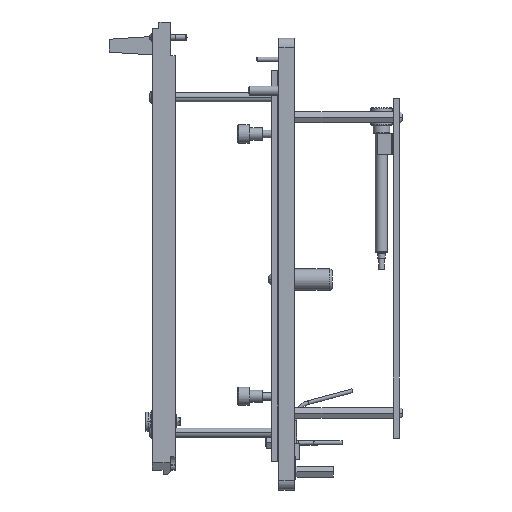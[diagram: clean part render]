
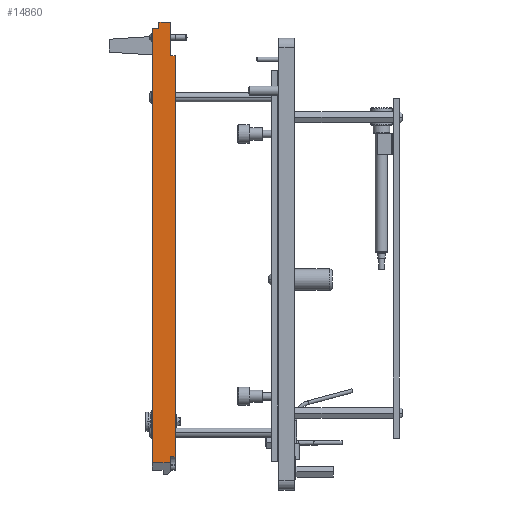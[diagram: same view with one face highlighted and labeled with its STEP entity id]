
A CAD part, left-side view. The second image highlights one B-rep face of the part: STEP entity #14860.
In plain terms, the highlighted face is planar.
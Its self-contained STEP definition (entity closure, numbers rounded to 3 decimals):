
#654 = DIRECTION ( 'NONE',  ( 0., -1., 0. ) ) ;
#1501 = VERTEX_POINT ( 'NONE', #27557 ) ;
#1882 = CARTESIAN_POINT ( 'NONE',  ( 105., 3.2, -148.55 ) ) ;
#2341 = CARTESIAN_POINT ( 'NONE',  ( 105., -4.3, -148.55 ) ) ;
#2893 = CARTESIAN_POINT ( 'NONE',  ( 105., -4.3, 140.55 ) ) ;
#3525 = LINE ( 'NONE', #52274, #35043 ) ;
#3561 = EDGE_CURVE ( 'NONE', #63239, #35766, #19934, .T. ) ;
#3614 = CARTESIAN_POINT ( 'NONE',  ( 105., 7.5, 140.55 ) ) ;
#4448 = EDGE_LOOP ( 'NONE', ( #36723, #45669, #12645, #55119, #16329, #16122, #37682, #68057, #26845, #55283, #59471, #75449 ) ) ;
#6338 = EDGE_CURVE ( 'NONE', #1501, #63528, #58313, .T. ) ;
#7579 = VERTEX_POINT ( 'NONE', #60448 ) ;
#7841 = DIRECTION ( 'NONE',  ( 0., 0., 1. ) ) ;
#8931 = CARTESIAN_POINT ( 'NONE',  ( 105., -7.4, 136.55 ) ) ;
#9009 = CARTESIAN_POINT ( 'NONE',  ( 105., 7.5, -144.55 ) ) ;
#9941 = VERTEX_POINT ( 'NONE', #2893 ) ;
#10096 = DIRECTION ( 'NONE',  ( 0., -1., 0. ) ) ;
#11525 = DIRECTION ( 'NONE',  ( 0., 0., 1. ) ) ;
#12090 = DIRECTION ( 'NONE',  ( 0., 0., 1. ) ) ;
#12645 = ORIENTED_EDGE ( 'NONE', *, *, #59833, .T. ) ;
#14195 = EDGE_CURVE ( 'NONE', #74244, #7579, #28257, .T. ) ;
#14860 = ADVANCED_FACE ( 'NONE', ( #34087 ), #26584, .F. ) ;
#15739 = EDGE_CURVE ( 'NONE', #1501, #33398, #78003, .T. ) ;
#16122 = ORIENTED_EDGE ( 'NONE', *, *, #75359, .T. ) ;
#16329 = ORIENTED_EDGE ( 'NONE', *, *, #14195, .F. ) ;
#17173 = CARTESIAN_POINT ( 'NONE',  ( 105., -4.3, 136.55 ) ) ;
#19431 = DIRECTION ( 'NONE',  ( -1., 0., 0. ) ) ;
#19752 = EDGE_CURVE ( 'NONE', #72378, #33398, #31271, .T. ) ;
#19934 = LINE ( 'NONE', #1882, #66137 ) ;
#20673 = DIRECTION ( 'NONE',  ( 0., -1., 0. ) ) ;
#20699 = LINE ( 'NONE', #69358, #68894 ) ;
#21826 = DIRECTION ( 'NONE',  ( 0., -1., 0. ) ) ;
#22926 = CARTESIAN_POINT ( 'NONE',  ( 105., 7.5, 140.55 ) ) ;
#26584 = PLANE ( 'NONE',  #63370 ) ;
#26845 = ORIENTED_EDGE ( 'NONE', *, *, #56838, .T. ) ;
#27557 = CARTESIAN_POINT ( 'NONE',  ( 105., -7.4, 66.55 ) ) ;
#28257 = LINE ( 'NONE', #49823, #78366 ) ;
#28549 = CARTESIAN_POINT ( 'NONE',  ( 105., 7.5, -144.55 ) ) ;
#29853 = VECTOR ( 'NONE', #64911, 1000. ) ;
#31271 = LINE ( 'NONE', #17173, #39183 ) ;
#32738 = VECTOR ( 'NONE', #45584, 1000. ) ;
#33255 = VECTOR ( 'NONE', #10096, 1000. ) ;
#33398 = VERTEX_POINT ( 'NONE', #8931 ) ;
#34087 = FACE_OUTER_BOUND ( 'NONE', #4448, .T. ) ;
#35025 = CARTESIAN_POINT ( 'NONE',  ( 105., 3.2, -144.55 ) ) ;
#35043 = VECTOR ( 'NONE', #20673, 1000. ) ;
#35541 = EDGE_CURVE ( 'NONE', #65781, #9941, #58665, .T. ) ;
#35766 = VERTEX_POINT ( 'NONE', #51442 ) ;
#35929 = CARTESIAN_POINT ( 'NONE',  ( 105., -4.3, 148.55 ) ) ;
#36694 = VERTEX_POINT ( 'NONE', #28549 ) ;
#36723 = ORIENTED_EDGE ( 'NONE', *, *, #15739, .F. ) ;
#37682 = ORIENTED_EDGE ( 'NONE', *, *, #3561, .F. ) ;
#39183 = VECTOR ( 'NONE', #41443, 1000. ) ;
#39396 = DIRECTION ( 'NONE',  ( 0., 1., 0. ) ) ;
#41443 = DIRECTION ( 'NONE',  ( 0., -1., 0. ) ) ;
#45317 = EDGE_CURVE ( 'NONE', #36694, #63239, #58789, .T. ) ;
#45584 = DIRECTION ( 'NONE',  ( 0., 0., -1. ) ) ;
#45669 = ORIENTED_EDGE ( 'NONE', *, *, #6338, .T. ) ;
#46754 = CARTESIAN_POINT ( 'NONE',  ( 105., -4.3, 136.55 ) ) ;
#48935 = LINE ( 'NONE', #51213, #76384 ) ;
#49823 = CARTESIAN_POINT ( 'NONE',  ( 105., -4.3, -148.55 ) ) ;
#51042 = CARTESIAN_POINT ( 'NONE',  ( 105., 7.5, 148.55 ) ) ;
#51213 = CARTESIAN_POINT ( 'NONE',  ( 105., -7.5, -148.55 ) ) ;
#51442 = CARTESIAN_POINT ( 'NONE',  ( 105., 3.2, -148.55 ) ) ;
#51580 = CARTESIAN_POINT ( 'NONE',  ( 105., -7.4, 66.55 ) ) ;
#51874 = CARTESIAN_POINT ( 'NONE',  ( 105., -7.5, 148.55 ) ) ;
#52274 = CARTESIAN_POINT ( 'NONE',  ( 105., -7.5, -126.55 ) ) ;
#55119 = ORIENTED_EDGE ( 'NONE', *, *, #77164, .F. ) ;
#55283 = ORIENTED_EDGE ( 'NONE', *, *, #35541, .T. ) ;
#56700 = VECTOR ( 'NONE', #21826, 1000. ) ;
#56838 = EDGE_CURVE ( 'NONE', #36694, #65781, #20699, .T. ) ;
#56936 = CARTESIAN_POINT ( 'NONE',  ( 105., -7.5, 66.55 ) ) ;
#58313 = LINE ( 'NONE', #51580, #64170 ) ;
#58346 = VERTEX_POINT ( 'NONE', #63278 ) ;
#58665 = LINE ( 'NONE', #3614, #56700 ) ;
#58789 = LINE ( 'NONE', #9009, #33255 ) ;
#59471 = ORIENTED_EDGE ( 'NONE', *, *, #70347, .F. ) ;
#59833 = EDGE_CURVE ( 'NONE', #63528, #58346, #76968, .T. ) ;
#60448 = CARTESIAN_POINT ( 'NONE',  ( 105., -4.3, -126.55 ) ) ;
#63239 = VERTEX_POINT ( 'NONE', #35025 ) ;
#63278 = CARTESIAN_POINT ( 'NONE',  ( 105., -7.5, -126.55 ) ) ;
#63370 = AXIS2_PLACEMENT_3D ( 'NONE', #51042, #19431, #7841 ) ;
#63528 = VERTEX_POINT ( 'NONE', #56936 ) ;
#64170 = VECTOR ( 'NONE', #654, 1000. ) ;
#64911 = DIRECTION ( 'NONE',  ( 0., 0., 1. ) ) ;
#65781 = VERTEX_POINT ( 'NONE', #22926 ) ;
#66137 = VECTOR ( 'NONE', #77514, 1000. ) ;
#67538 = DIRECTION ( 'NONE',  ( 0., 0., 1. ) ) ;
#68057 = ORIENTED_EDGE ( 'NONE', *, *, #45317, .F. ) ;
#68894 = VECTOR ( 'NONE', #11525, 1000. ) ;
#69358 = CARTESIAN_POINT ( 'NONE',  ( 105., 7.5, 148.55 ) ) ;
#70347 = EDGE_CURVE ( 'NONE', #72378, #9941, #71304, .T. ) ;
#71304 = LINE ( 'NONE', #35929, #75223 ) ;
#72378 = VERTEX_POINT ( 'NONE', #46754 ) ;
#74244 = VERTEX_POINT ( 'NONE', #2341 ) ;
#75223 = VECTOR ( 'NONE', #67538, 1000. ) ;
#75359 = EDGE_CURVE ( 'NONE', #74244, #35766, #48935, .T. ) ;
#75449 = ORIENTED_EDGE ( 'NONE', *, *, #19752, .T. ) ;
#76384 = VECTOR ( 'NONE', #39396, 1000. ) ;
#76968 = LINE ( 'NONE', #51874, #32738 ) ;
#77164 = EDGE_CURVE ( 'NONE', #7579, #58346, #3525, .T. ) ;
#77514 = DIRECTION ( 'NONE',  ( 0., 0., -1. ) ) ;
#77832 = CARTESIAN_POINT ( 'NONE',  ( 105., -7.4, 66.55 ) ) ;
#78003 = LINE ( 'NONE', #77832, #29853 ) ;
#78366 = VECTOR ( 'NONE', #12090, 1000. ) ;
